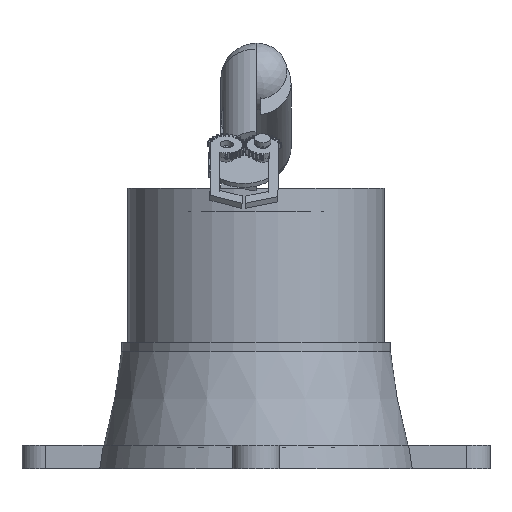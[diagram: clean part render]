
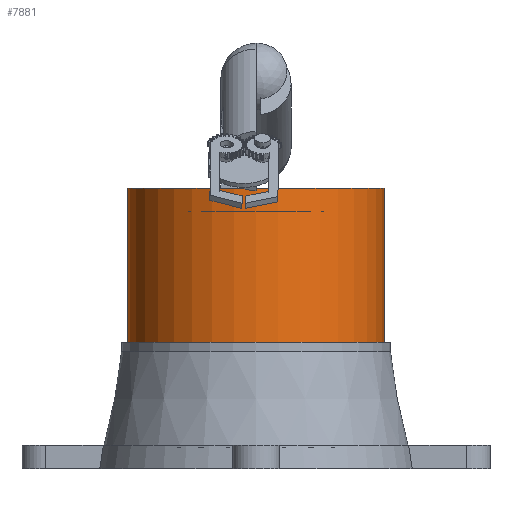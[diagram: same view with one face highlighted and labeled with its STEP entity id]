
A CAD part, left-side view. The second image highlights one B-rep face of the part: STEP entity #7881.
In plain terms, the highlighted cylindrical face has radius 54.75 mm (diameter 109.5 mm), a full revolution.
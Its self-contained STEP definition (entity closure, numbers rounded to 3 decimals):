
#589=FACE_OUTER_BOUND('',#1048,.T.);
#1048=EDGE_LOOP('',(#5462,#5463,#5464,#5465,#5466,#5467,#5468,#5469,#5470,
#5471,#5472,#5473));
#1513=LINE('',#11695,#2149);
#1517=LINE('',#11711,#2153);
#1531=LINE('',#11771,#2167);
#1532=LINE('',#11772,#2168);
#2149=VECTOR('',#9419,10.);
#2153=VECTOR('',#9435,10.);
#2167=VECTOR('',#9505,54.75);
#2168=VECTOR('',#9506,54.75);
#2770=CIRCLE('',#8455,54.75);
#2771=CIRCLE('',#8456,54.75);
#2774=CIRCLE('',#8461,54.75);
#2775=CIRCLE('',#8462,54.75);
#2786=CIRCLE('',#8482,54.75);
#2788=CIRCLE('',#8486,54.75);
#3229=VERTEX_POINT('',#11692);
#3230=VERTEX_POINT('',#11694);
#3232=VERTEX_POINT('',#11700);
#3233=VERTEX_POINT('',#11702);
#3236=VERTEX_POINT('',#11710);
#3238=VERTEX_POINT('',#11716);
#3252=VERTEX_POINT('',#11762);
#3254=VERTEX_POINT('',#11769);
#4075=EDGE_CURVE('',#3230,#3229,#1513,.T.);
#4078=EDGE_CURVE('',#3232,#3230,#2770,.T.);
#4079=EDGE_CURVE('',#3233,#3232,#2771,.T.);
#4083=EDGE_CURVE('',#3236,#3233,#1517,.T.);
#4086=EDGE_CURVE('',#3238,#3236,#2774,.T.);
#4087=EDGE_CURVE('',#3229,#3238,#2775,.T.);
#4109=EDGE_CURVE('',#3252,#3252,#2786,.T.);
#4112=EDGE_CURVE('',#3254,#3254,#2788,.T.);
#4113=EDGE_CURVE('',#3254,#3238,#1531,.T.);
#4114=EDGE_CURVE('',#3232,#3252,#1532,.T.);
#5462=ORIENTED_EDGE('',*,*,#4112,.F.);
#5463=ORIENTED_EDGE('',*,*,#4113,.T.);
#5464=ORIENTED_EDGE('',*,*,#4086,.T.);
#5465=ORIENTED_EDGE('',*,*,#4083,.T.);
#5466=ORIENTED_EDGE('',*,*,#4079,.T.);
#5467=ORIENTED_EDGE('',*,*,#4114,.T.);
#5468=ORIENTED_EDGE('',*,*,#4109,.F.);
#5469=ORIENTED_EDGE('',*,*,#4114,.F.);
#5470=ORIENTED_EDGE('',*,*,#4078,.T.);
#5471=ORIENTED_EDGE('',*,*,#4075,.T.);
#5472=ORIENTED_EDGE('',*,*,#4087,.T.);
#5473=ORIENTED_EDGE('',*,*,#4113,.F.);
#7651=CYLINDRICAL_SURFACE('',#8485,54.75);
#7881=ADVANCED_FACE('',(#589),#7651,.T.);
#8455=AXIS2_PLACEMENT_3D('',#11701,#9425,#9426);
#8456=AXIS2_PLACEMENT_3D('',#11703,#9427,#9428);
#8461=AXIS2_PLACEMENT_3D('',#11717,#9441,#9442);
#8462=AXIS2_PLACEMENT_3D('',#11718,#9443,#9444);
#8482=AXIS2_PLACEMENT_3D('',#11763,#9494,#9495);
#8485=AXIS2_PLACEMENT_3D('',#11768,#9501,#9502);
#8486=AXIS2_PLACEMENT_3D('',#11770,#9503,#9504);
#9419=DIRECTION('',(0.,0.,-1.));
#9425=DIRECTION('center_axis',(0.,0.,1.));
#9426=DIRECTION('ref_axis',(-1.,0.,0.));
#9427=DIRECTION('center_axis',(0.,0.,1.));
#9428=DIRECTION('ref_axis',(-1.,0.,0.));
#9435=DIRECTION('',(0.,0.,1.));
#9441=DIRECTION('center_axis',(0.,0.,-1.));
#9442=DIRECTION('ref_axis',(-1.,0.,0.));
#9443=DIRECTION('center_axis',(0.,0.,-1.));
#9444=DIRECTION('ref_axis',(-1.,0.,0.));
#9494=DIRECTION('center_axis',(0.,0.,1.));
#9495=DIRECTION('ref_axis',(-1.,0.,0.));
#9501=DIRECTION('center_axis',(0.,0.,-1.));
#9502=DIRECTION('ref_axis',(-1.,0.,0.));
#9503=DIRECTION('center_axis',(0.,0.,-1.));
#9504=DIRECTION('ref_axis',(-1.,0.,0.));
#9505=DIRECTION('',(0.,0.,1.));
#9506=DIRECTION('',(0.,0.,1.));
#11692=CARTESIAN_POINT('',(41.25,36.,-49.504));
#11694=CARTESIAN_POINT('',(41.25,36.,-22.739));
#11695=CARTESIAN_POINT('',(41.25,36.,0.));
#11700=CARTESIAN_POINT('',(54.75,0.,-22.739));
#11701=CARTESIAN_POINT('Origin',(0.,0.,-22.739));
#11702=CARTESIAN_POINT('',(54.045,-8.759,-22.739));
#11703=CARTESIAN_POINT('Origin',(0.,0.,-22.739));
#11710=CARTESIAN_POINT('',(54.045,-8.759,-49.504));
#11711=CARTESIAN_POINT('',(54.045,-8.759,0.));
#11716=CARTESIAN_POINT('',(54.75,0.,-49.504));
#11717=CARTESIAN_POINT('Origin',(0.,0.,-49.504));
#11718=CARTESIAN_POINT('Origin',(0.,0.,-49.504));
#11762=CARTESIAN_POINT('',(54.75,0.,10.));
#11763=CARTESIAN_POINT('Origin',(0.,0.,10.));
#11768=CARTESIAN_POINT('Origin',(0.,0.,0.));
#11769=CARTESIAN_POINT('',(54.75,0.,-60.));
#11770=CARTESIAN_POINT('Origin',(0.,0.,-60.));
#11771=CARTESIAN_POINT('',(54.75,0.,0.));
#11772=CARTESIAN_POINT('',(54.75,0.,0.));
